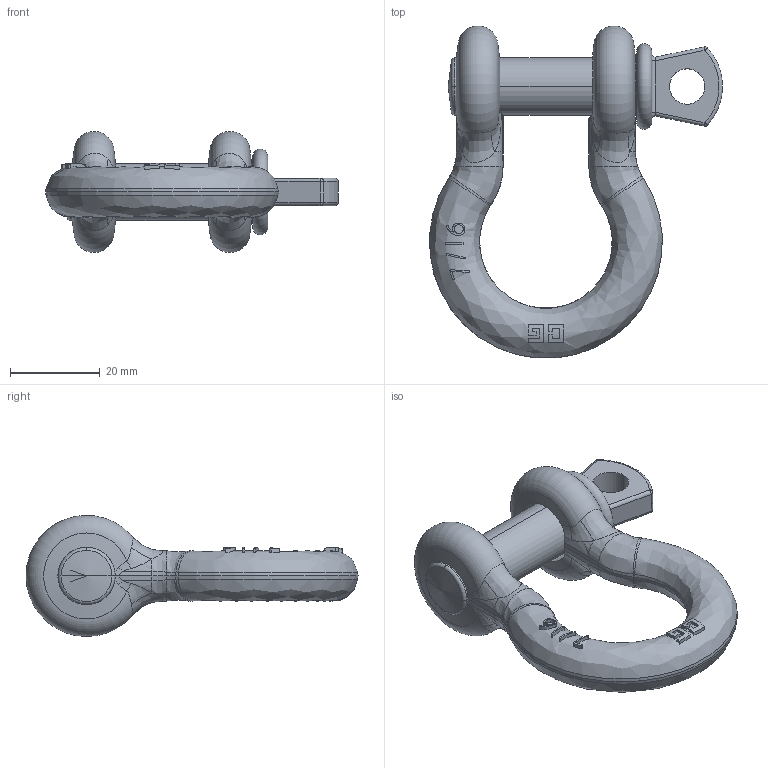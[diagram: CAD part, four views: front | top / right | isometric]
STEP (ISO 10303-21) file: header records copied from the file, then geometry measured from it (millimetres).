
FILE_DESCRIPTION((''),'2;1');
FILE_NAME('CROSBY_209_044','2003-11-18T',('adoughty'),('The Crosby Group, Inc.'),'PRO/ENGINEER BY PARAMETRIC TECHNOLOGY CORPORATION, 2001150','PRO/ENGINEER BY PARAMETRIC TECHNOLOGY CORPORATION, 2001150','');
FILE_SCHEMA(('CONFIG_CONTROL_DESIGN'));
Length unit declared in the file: inch
Products named in the file (1): CROSBY_209_044
Bounding box: 65.07 x 73.82 x 26.91 mm (x, y, z)
Volume: 24423.2 mm3; surface area: 10115.8 mm2
Topology: 2 solids, 2 shells, 177 faces, 421 edges, 251 vertices
Faces by surface type: bspline 67, plane 46, cylinder 19, cone 16, extrusion 15, torus 10, sphere 4
Entity records: 8866 total; most frequent: CARTESIAN_POINT 5357, ORIENTED_EDGE 838, DIRECTION 500, EDGE_CURVE 419, VERTEX_POINT 251, B_SPLINE_CURVE_WITH_KNOTS 229, EDGE_LOOP 188, AXIS2_PLACEMENT_3D 185
